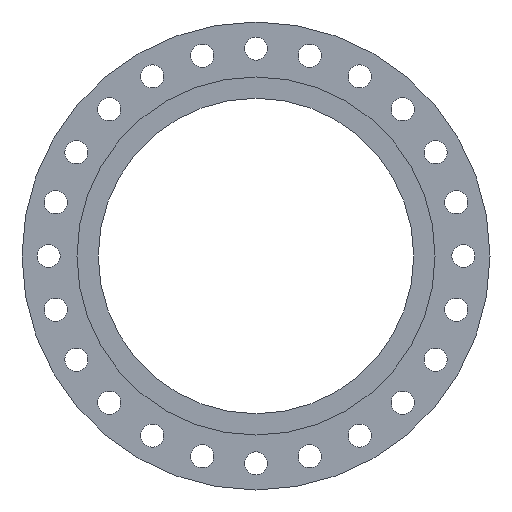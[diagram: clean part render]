
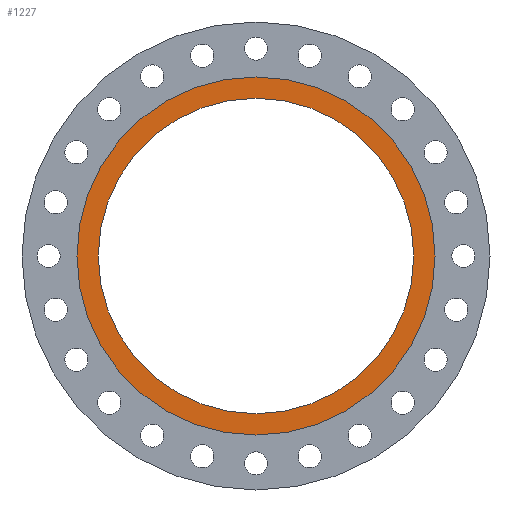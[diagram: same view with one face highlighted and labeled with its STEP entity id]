
A CAD part, left-side view. The second image highlights one B-rep face of the part: STEP entity #1227.
In plain terms, the highlighted planar face has unit normal (-1, 0, 0).
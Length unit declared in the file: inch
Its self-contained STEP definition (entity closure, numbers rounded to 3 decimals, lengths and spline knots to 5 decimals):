
#6 = EDGE_LOOP ( 'NONE', ( #250, #1314 ) ) ;
#84 = AXIS2_PLACEMENT_3D ( 'NONE', #951, #263, #610 ) ;
#96 = AXIS2_PLACEMENT_3D ( 'NONE', #1117, #228, #1953 ) ;
#204 = AXIS2_PLACEMENT_3D ( 'NONE', #1642, #949, #1628 ) ;
#211 = AXIS2_PLACEMENT_3D ( 'NONE', #377, #1905, #511 ) ;
#228 = DIRECTION ( 'NONE',  ( -1., 0., 0. ) ) ;
#250 = ORIENTED_EDGE ( 'NONE', *, *, #1298, .F. ) ;
#263 = DIRECTION ( 'NONE',  ( -1., 0., 0. ) ) ;
#377 = CARTESIAN_POINT ( 'NONE',  ( -0.14414, 0., 0. ) ) ;
#407 = VERTEX_POINT ( 'NONE', #428 ) ;
#428 = CARTESIAN_POINT ( 'NONE',  ( -0.14414, 0., -11.125 ) ) ;
#438 = CARTESIAN_POINT ( 'NONE',  ( -0.14414, 0., -12.625 ) ) ;
#467 = VERTEX_POINT ( 'NONE', #438 ) ;
#511 = DIRECTION ( 'NONE',  ( 0., 0., 1. ) ) ;
#536 = CARTESIAN_POINT ( 'NONE',  ( -0.14414, 0., 11.125 ) ) ;
#595 = CIRCLE ( 'NONE', #204, 11.125 ) ;
#604 = ORIENTED_EDGE ( 'NONE', *, *, #1917, .T. ) ;
#610 = DIRECTION ( 'NONE',  ( 0., 0., 1. ) ) ;
#683 = EDGE_CURVE ( 'NONE', #467, #1841, #1572, .T. ) ;
#926 = CARTESIAN_POINT ( 'NONE',  ( -0.14414, 0., 0. ) ) ;
#949 = DIRECTION ( 'NONE',  ( -1., 0., 0. ) ) ;
#951 = CARTESIAN_POINT ( 'NONE',  ( -0.14414, 0., 0. ) ) ;
#1103 = DIRECTION ( 'NONE',  ( -1., 0., 0. ) ) ;
#1117 = CARTESIAN_POINT ( 'NONE',  ( -0.14414, 0., 0. ) ) ;
#1227 = ADVANCED_FACE ( 'NONE', ( #1608, #1275 ), #1426, .T. ) ;
#1245 = ORIENTED_EDGE ( 'NONE', *, *, #683, .T. ) ;
#1275 = FACE_BOUND ( 'NONE', #6, .T. ) ;
#1279 = CIRCLE ( 'NONE', #96, 11.125 ) ;
#1298 = EDGE_CURVE ( 'NONE', #1811, #407, #1279, .T. ) ;
#1314 = ORIENTED_EDGE ( 'NONE', *, *, #1582, .F. ) ;
#1426 = PLANE ( 'NONE',  #84 ) ;
#1572 = CIRCLE ( 'NONE', #211, 12.625 ) ;
#1582 = EDGE_CURVE ( 'NONE', #407, #1811, #595, .T. ) ;
#1608 = FACE_OUTER_BOUND ( 'NONE', #1951, .T. ) ;
#1617 = DIRECTION ( 'NONE',  ( 0., 0., 1. ) ) ;
#1628 = DIRECTION ( 'NONE',  ( 0., 0., 1. ) ) ;
#1642 = CARTESIAN_POINT ( 'NONE',  ( -0.14414, 0., 0. ) ) ;
#1783 = CIRCLE ( 'NONE', #1823, 12.625 ) ;
#1811 = VERTEX_POINT ( 'NONE', #536 ) ;
#1823 = AXIS2_PLACEMENT_3D ( 'NONE', #926, #1103, #1617 ) ;
#1841 = VERTEX_POINT ( 'NONE', #1919 ) ;
#1905 = DIRECTION ( 'NONE',  ( -1., 0., 0. ) ) ;
#1917 = EDGE_CURVE ( 'NONE', #1841, #467, #1783, .T. ) ;
#1919 = CARTESIAN_POINT ( 'NONE',  ( -0.14414, 0., 12.625 ) ) ;
#1951 = EDGE_LOOP ( 'NONE', ( #604, #1245 ) ) ;
#1953 = DIRECTION ( 'NONE',  ( 0., 0., 1. ) ) ;
